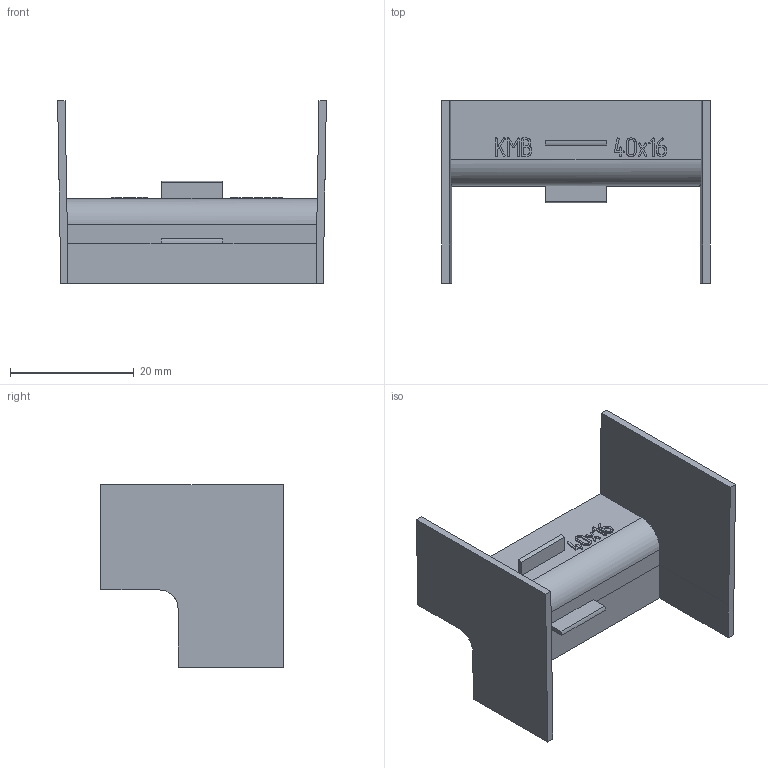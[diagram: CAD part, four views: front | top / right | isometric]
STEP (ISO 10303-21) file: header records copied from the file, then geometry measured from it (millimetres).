
FILE_DESCRIPTION (( 'STEP AP214' ), '1' );
FILE_NAME ('ÊÌÂ 40x16 (2 î÷åðåäü)_èçì.1.STEP', '2016-06-20T08:38:54', ( '' ), ( '' ), 'SwSTEP 2.0', 'SolidWorks 2014', '' );
FILE_SCHEMA (( 'AUTOMOTIVE_DESIGN' ));
Length unit declared in the file: millimetre
Products named in the file (1): ÊÌÂ 40x16 (2 î÷åðåäü)_èçì.1
Bounding box: 43.43 x 29.5 x 29.5 mm (x, y, z)
Volume: 2944.7 mm3; surface area: 5327.9 mm2
Topology: 1 solids, 1 shells, 261 faces, 721 edges, 480 vertices
Faces by surface type: plane 164, bspline 89, cylinder 8
Entity records: 10731 total; most frequent: CARTESIAN_POINT 4668, ORIENTED_EDGE 1442, DIRECTION 885, EDGE_CURVE 721, VECTOR 523, LINE 523, VERTEX_POINT 480, EDGE_LOOP 279
